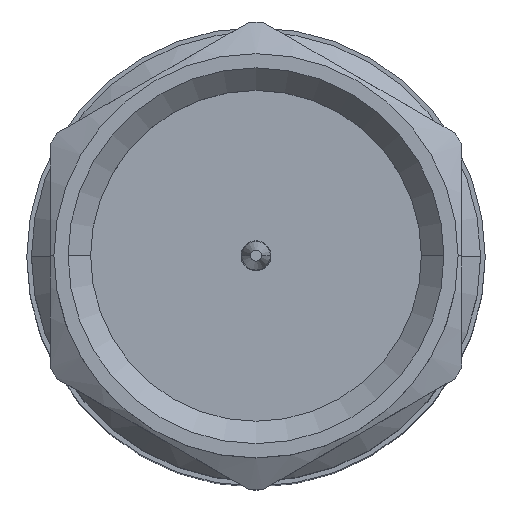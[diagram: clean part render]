
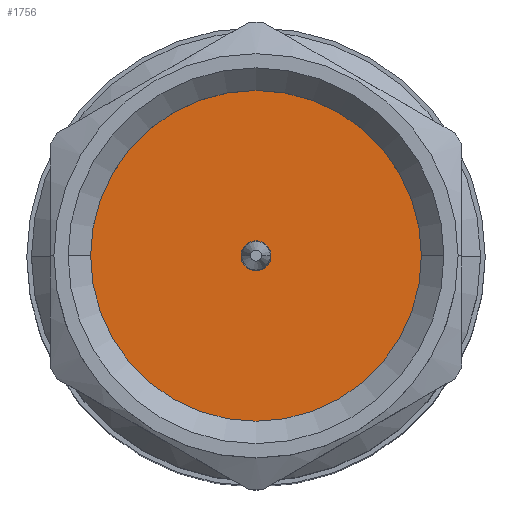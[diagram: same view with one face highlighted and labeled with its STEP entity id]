
A CAD part, top view. The second image highlights one B-rep face of the part: STEP entity #1756.
In plain terms, the highlighted planar face has unit normal (0, 0, 1).
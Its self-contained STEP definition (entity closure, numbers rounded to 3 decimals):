
#38 = AXIS2_PLACEMENT_3D ( 'NONE', #2484, #948, #2735 ) ;
#60 = DIRECTION ( 'NONE',  ( 0., 0., 1. ) ) ;
#70 = ORIENTED_EDGE ( 'NONE', *, *, #1752, .F. ) ;
#82 = ORIENTED_EDGE ( 'NONE', *, *, #1302, .F. ) ;
#83 = VERTEX_POINT ( 'NONE', #2509 ) ;
#106 = FACE_OUTER_BOUND ( 'NONE', #2695, .T. ) ;
#282 = CIRCLE ( 'NONE', #1009, 4.42 ) ;
#379 = EDGE_LOOP ( 'NONE', ( #70, #82 ) ) ;
#753 = CARTESIAN_POINT ( 'NONE',  ( 0., 0., 3.5 ) ) ;
#854 = FACE_BOUND ( 'NONE', #379, .T. ) ;
#873 = CIRCLE ( 'NONE', #1181, 4.42 ) ;
#948 = DIRECTION ( 'NONE',  ( 0., 0., 1. ) ) ;
#1008 = DIRECTION ( 'NONE',  ( 0., 0., 1. ) ) ;
#1009 = AXIS2_PLACEMENT_3D ( 'NONE', #2587, #1043, #2839 ) ;
#1043 = DIRECTION ( 'NONE',  ( 0., 0., 1. ) ) ;
#1181 = AXIS2_PLACEMENT_3D ( 'NONE', #1580, #60, #1844 ) ;
#1211 = ORIENTED_EDGE ( 'NONE', *, *, #2458, .T. ) ;
#1246 = AXIS2_PLACEMENT_3D ( 'NONE', #2555, #1008, #2804 ) ;
#1266 = DIRECTION ( 'NONE',  ( 0., 0., -1. ) ) ;
#1302 = EDGE_CURVE ( 'NONE', #3062, #83, #1634, .T. ) ;
#1303 = VERTEX_POINT ( 'NONE', #2240 ) ;
#1580 = CARTESIAN_POINT ( 'NONE',  ( 0., 0., 3.5 ) ) ;
#1623 = CARTESIAN_POINT ( 'NONE',  ( -4.42, 0., 3.5 ) ) ;
#1634 = CIRCLE ( 'NONE', #38, 0.4 ) ;
#1752 = EDGE_CURVE ( 'NONE', #83, #3062, #2236, .T. ) ;
#1756 = ADVANCED_FACE ( 'NONE', ( #854, #106 ), #2043, .F. ) ;
#1774 = AXIS2_PLACEMENT_3D ( 'NONE', #753, #1266, #3063 ) ;
#1844 = DIRECTION ( 'NONE',  ( -1., 0., 0. ) ) ;
#2025 = VERTEX_POINT ( 'NONE', #1623 ) ;
#2032 = CARTESIAN_POINT ( 'NONE',  ( -0.4, 0., 3.5 ) ) ;
#2043 = PLANE ( 'NONE',  #1774 ) ;
#2062 = ORIENTED_EDGE ( 'NONE', *, *, #2508, .T. ) ;
#2236 = CIRCLE ( 'NONE', #1246, 0.4 ) ;
#2240 = CARTESIAN_POINT ( 'NONE',  ( 4.42, 0., 3.5 ) ) ;
#2458 = EDGE_CURVE ( 'NONE', #1303, #2025, #282, .T. ) ;
#2484 = CARTESIAN_POINT ( 'NONE',  ( 0., 0., 3.5 ) ) ;
#2508 = EDGE_CURVE ( 'NONE', #2025, #1303, #873, .T. ) ;
#2509 = CARTESIAN_POINT ( 'NONE',  ( 0.4, 0., 3.5 ) ) ;
#2555 = CARTESIAN_POINT ( 'NONE',  ( 0., 0., 3.5 ) ) ;
#2587 = CARTESIAN_POINT ( 'NONE',  ( 0., 0., 3.5 ) ) ;
#2695 = EDGE_LOOP ( 'NONE', ( #1211, #2062 ) ) ;
#2735 = DIRECTION ( 'NONE',  ( -1., 0., 0. ) ) ;
#2804 = DIRECTION ( 'NONE',  ( -1., 0., 0. ) ) ;
#2839 = DIRECTION ( 'NONE',  ( -1., 0., 0. ) ) ;
#3062 = VERTEX_POINT ( 'NONE', #2032 ) ;
#3063 = DIRECTION ( 'NONE',  ( -1., 0., 0. ) ) ;
